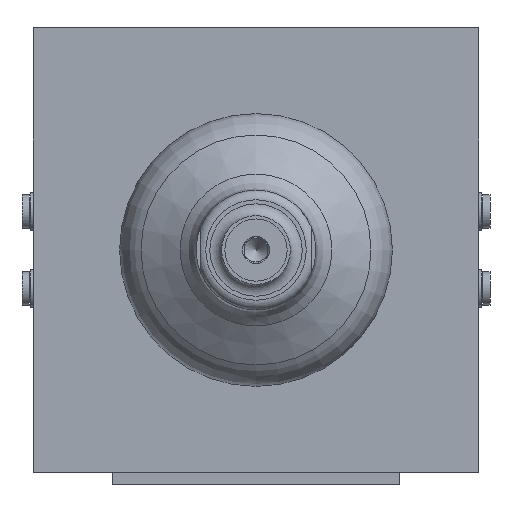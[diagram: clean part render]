
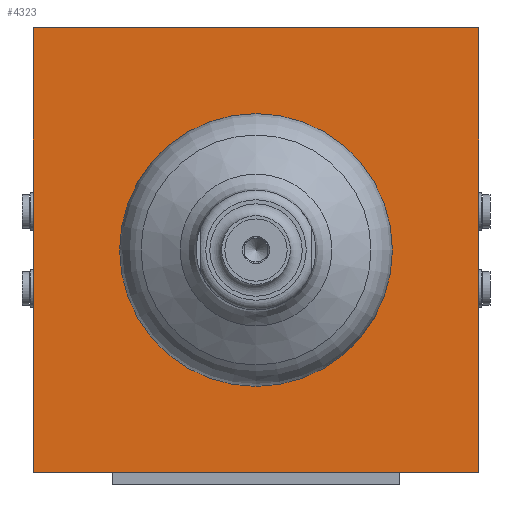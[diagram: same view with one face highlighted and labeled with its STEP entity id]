
A CAD part, front view. The second image highlights one B-rep face of the part: STEP entity #4323.
In plain terms, the highlighted planar face has unit normal (0, -1, 0).
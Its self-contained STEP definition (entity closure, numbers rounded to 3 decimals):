
#234=PLANE('',#4687);
#371=LINE('',#6562,#714);
#400=LINE('',#6647,#743);
#411=LINE('',#6671,#754);
#412=LINE('',#6675,#755);
#714=VECTOR('',#5191,1000.);
#743=VECTOR('',#5250,1000.);
#754=VECTOR('',#5267,1000.);
#755=VECTOR('',#5272,1000.);
#1119=ORIENTED_EDGE('',*,*,#2259,.F.);
#1120=ORIENTED_EDGE('',*,*,#2203,.T.);
#1121=ORIENTED_EDGE('',*,*,#2258,.F.);
#1122=ORIENTED_EDGE('',*,*,#2260,.F.);
#1123=ORIENTED_EDGE('',*,*,#2245,.F.);
#2203=EDGE_CURVE('',#2776,#2775,#371,.T.);
#2245=EDGE_CURVE('',#2776,#2817,#400,.T.);
#2258=EDGE_CURVE('',#2826,#2775,#411,.T.);
#2259=EDGE_CURVE('',#2827,#2827,#3227,.F.);
#2260=EDGE_CURVE('',#2817,#2826,#412,.T.);
#2775=VERTEX_POINT('',#6561);
#2776=VERTEX_POINT('',#6563);
#2817=VERTEX_POINT('',#6648);
#2826=VERTEX_POINT('',#6670);
#2827=VERTEX_POINT('',#6674);
#3227=CIRCLE('',#4688,56.);
#3394=EDGE_LOOP('',(#1119));
#3395=EDGE_LOOP('',(#1120,#1121,#1122,#1123));
#3815=FACE_BOUND('',#3394,.T.);
#3816=FACE_BOUND('',#3395,.T.);
#4323=ADVANCED_FACE('',(#3815,#3816),#234,.F.);
#4687=AXIS2_PLACEMENT_3D('',#6672,#5268,#5269);
#4688=AXIS2_PLACEMENT_3D('',#6673,#5270,#5271);
#5191=DIRECTION('',(-1.,0.,0.));
#5250=DIRECTION('',(0.,0.,-1.));
#5267=DIRECTION('',(0.,0.,1.));
#5268=DIRECTION('',(0.,1.,0.));
#5269=DIRECTION('',(0.,0.,1.));
#5270=DIRECTION('',(0.,1.,0.));
#5271=DIRECTION('',(0.,0.,1.));
#5272=DIRECTION('',(-1.,0.,0.));
#6561=CARTESIAN_POINT('',(-93.,0.,92.8));
#6562=CARTESIAN_POINT('',(93.,0.,92.8));
#6563=CARTESIAN_POINT('',(93.,0.,92.8));
#6647=CARTESIAN_POINT('',(93.,0.,93.));
#6648=CARTESIAN_POINT('',(93.,0.,-92.8));
#6670=CARTESIAN_POINT('',(-93.,0.,-92.8));
#6671=CARTESIAN_POINT('',(-93.,0.,-93.));
#6672=CARTESIAN_POINT('',(0.,0.,0.));
#6673=CARTESIAN_POINT('',(0.,0.,0.));
#6674=CARTESIAN_POINT('',(0.,0.,56.));
#6675=CARTESIAN_POINT('',(93.,0.,-92.8));
